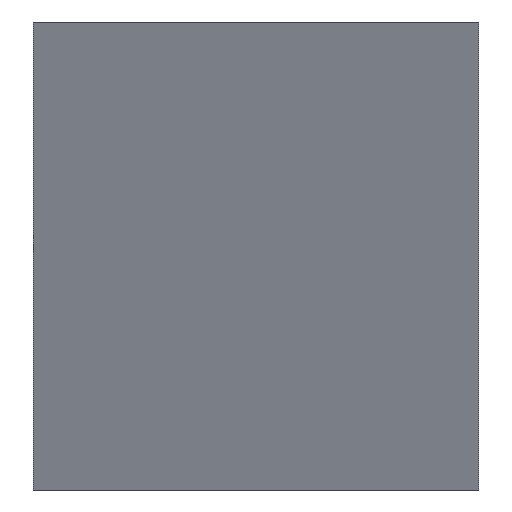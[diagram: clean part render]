
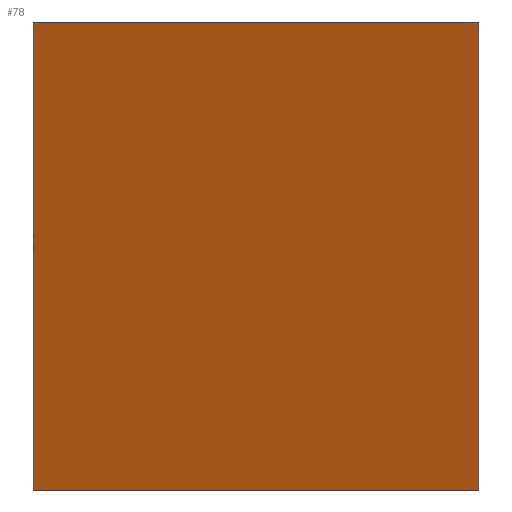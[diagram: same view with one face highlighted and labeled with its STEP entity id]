
A CAD part, top view. The second image highlights one B-rep face of the part: STEP entity #78.
In plain terms, the highlighted planar face has unit normal (0, -0.356, 0.934).
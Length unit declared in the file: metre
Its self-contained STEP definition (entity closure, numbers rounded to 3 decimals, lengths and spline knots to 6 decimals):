
#12=ORIENTED_EDGE('',*,*,#30,.T.);
#13=ORIENTED_EDGE('',*,*,#31,.F.);
#14=ORIENTED_EDGE('',*,*,#32,.F.);
#15=ORIENTED_EDGE('',*,*,#33,.T.);
#30=EDGE_CURVE('',#39,#40,#45,.T.);
#31=EDGE_CURVE('',#41,#40,#46,.T.);
#32=EDGE_CURVE('',#42,#41,#47,.T.);
#33=EDGE_CURVE('',#42,#39,#48,.T.);
#39=VERTEX_POINT('',#125);
#40=VERTEX_POINT('',#126);
#41=VERTEX_POINT('',#128);
#42=VERTEX_POINT('',#130);
#45=LINE('',#124,#54);
#46=LINE('',#127,#55);
#47=LINE('',#129,#56);
#48=LINE('',#131,#57);
#54=VECTOR('',#105,1.);
#55=VECTOR('',#106,1.);
#56=VECTOR('',#107,1.);
#57=VECTOR('',#108,1.);
#63=EDGE_LOOP('',(#12,#13,#14,#15));
#68=FACE_BOUND('',#63,.T.);
#73=PLANE('',#96);
#78=ADVANCED_FACE('',(#68),#73,.F.);
#96=AXIS2_PLACEMENT_3D('',#123,#103,#104);
#103=DIRECTION('',(0.,0.356,-0.934));
#104=DIRECTION('',(0.,0.934,0.356));
#105=DIRECTION('',(0.,-0.934,-0.356));
#106=DIRECTION('',(-1.,0.,0.));
#107=DIRECTION('',(0.,-0.934,-0.356));
#108=DIRECTION('',(-1.,0.,0.));
#123=CARTESIAN_POINT('',(0.01,0.0105,0.004));
#124=CARTESIAN_POINT('',(-0.01,0.0105,0.004));
#125=CARTESIAN_POINT('',(-0.01,0.021,0.008));
#126=CARTESIAN_POINT('',(-0.01,0.,0.));
#127=CARTESIAN_POINT('',(0.01,0.,0.));
#128=CARTESIAN_POINT('',(0.01,0.,0.));
#129=CARTESIAN_POINT('',(0.01,0.0105,0.004));
#130=CARTESIAN_POINT('',(0.01,0.021,0.008));
#131=CARTESIAN_POINT('',(0.01,0.021,0.008));
